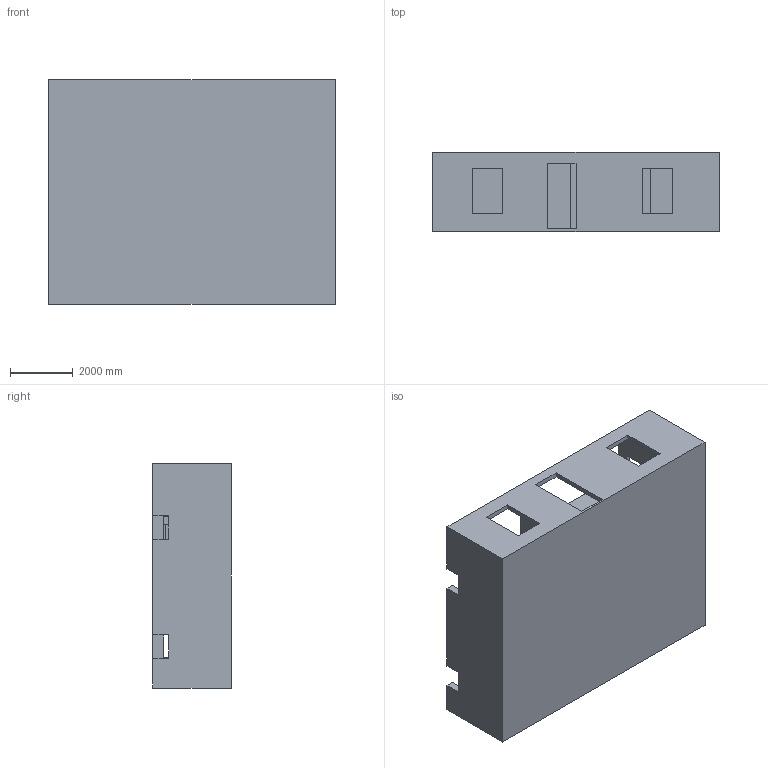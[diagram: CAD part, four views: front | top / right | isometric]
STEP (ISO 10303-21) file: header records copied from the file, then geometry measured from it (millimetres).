
FILE_DESCRIPTION((''),'2;1');
FILE_NAME('Basement.stp','2013-07-08T10:06:04',('Joey'),(''),'Autodesk Inventor 2013','Autodesk Inventor 2013','');
FILE_SCHEMA(('AUTOMOTIVE_DESIGN { 1 0 10303 214 1 1 1 1 }'));
Length unit declared in the file: inch
Products named in the file (1): Basement
Bounding box: 9144 x 2514.6 x 7162.8 mm (x, y, z)
Volume: 25502417511.2 mm3; surface area: 391157282.2 mm2
Topology: 1 solids, 1 shells, 142 faces, 450 edges, 278 vertices
Faces by surface type: plane 142
Entity records: 4894 total; most frequent: ORIENTED_EDGE 900, CARTESIAN_POINT 871, DIRECTION 736, VECTOR 450, LINE 450, EDGE_CURVE 450, VERTEX_POINT 278, EDGE_LOOP 150
